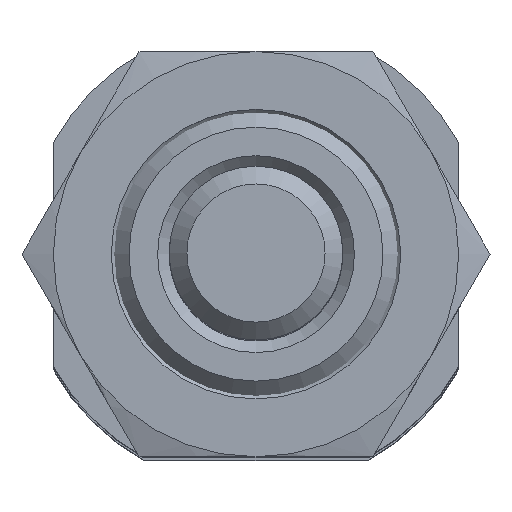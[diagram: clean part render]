
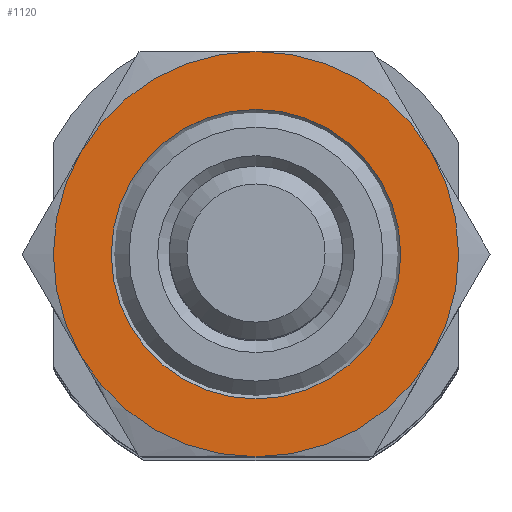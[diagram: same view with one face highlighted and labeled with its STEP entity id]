
A CAD part, top view. The second image highlights one B-rep face of the part: STEP entity #1120.
In plain terms, the highlighted planar face has unit normal (0, 0, 1).
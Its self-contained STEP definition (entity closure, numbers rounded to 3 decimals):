
#177=PLANE('',#1289);
#234=CIRCLE('',#1290,5.);
#235=CIRCLE('',#1291,7.);
#236=CIRCLE('',#1292,7.);
#237=CIRCLE('',#1293,7.);
#238=CIRCLE('',#1294,7.);
#239=CIRCLE('',#1295,7.);
#240=CIRCLE('',#1296,7.);
#442=ORIENTED_EDGE('',*,*,#630,.T.);
#443=ORIENTED_EDGE('',*,*,#631,.F.);
#444=ORIENTED_EDGE('',*,*,#632,.F.);
#445=ORIENTED_EDGE('',*,*,#633,.F.);
#446=ORIENTED_EDGE('',*,*,#634,.F.);
#447=ORIENTED_EDGE('',*,*,#635,.F.);
#448=ORIENTED_EDGE('',*,*,#636,.F.);
#630=EDGE_CURVE('',#751,#751,#234,.T.);
#631=EDGE_CURVE('',#752,#753,#235,.F.);
#632=EDGE_CURVE('',#754,#752,#236,.F.);
#633=EDGE_CURVE('',#755,#754,#237,.T.);
#634=EDGE_CURVE('',#756,#755,#238,.F.);
#635=EDGE_CURVE('',#757,#756,#239,.F.);
#636=EDGE_CURVE('',#753,#757,#240,.F.);
#751=VERTEX_POINT('',#1943);
#752=VERTEX_POINT('',#1945);
#753=VERTEX_POINT('',#1946);
#754=VERTEX_POINT('',#1948);
#755=VERTEX_POINT('',#1950);
#756=VERTEX_POINT('',#1952);
#757=VERTEX_POINT('',#1954);
#898=EDGE_LOOP('',(#442));
#899=EDGE_LOOP('',(#443,#444,#445,#446,#447,#448));
#1015=FACE_BOUND('',#898,.T.);
#1016=FACE_BOUND('',#899,.T.);
#1120=ADVANCED_FACE('',(#1015,#1016),#177,.T.);
#1289=AXIS2_PLACEMENT_3D('',#1941,#1587,#1588);
#1290=AXIS2_PLACEMENT_3D('',#1942,#1589,#1590);
#1291=AXIS2_PLACEMENT_3D('',#1944,#1591,#1592);
#1292=AXIS2_PLACEMENT_3D('',#1947,#1593,#1594);
#1293=AXIS2_PLACEMENT_3D('',#1949,#1595,#1596);
#1294=AXIS2_PLACEMENT_3D('',#1951,#1597,#1598);
#1295=AXIS2_PLACEMENT_3D('',#1953,#1599,#1600);
#1296=AXIS2_PLACEMENT_3D('',#1955,#1601,#1602);
#1587=DIRECTION('',(0.,0.,1.));
#1588=DIRECTION('',(1.,0.,0.));
#1589=DIRECTION('',(0.,0.,-1.));
#1590=DIRECTION('',(-1.,0.,0.));
#1591=DIRECTION('',(0.,0.,1.));
#1592=DIRECTION('',(1.,0.,0.));
#1593=DIRECTION('',(0.,0.,1.));
#1594=DIRECTION('',(1.,0.,0.));
#1595=DIRECTION('',(0.,0.,-1.));
#1596=DIRECTION('',(-1.,0.,0.));
#1597=DIRECTION('',(0.,0.,1.));
#1598=DIRECTION('',(1.,0.,0.));
#1599=DIRECTION('',(0.,0.,1.));
#1600=DIRECTION('',(1.,0.,0.));
#1601=DIRECTION('',(0.,0.,1.));
#1602=DIRECTION('',(1.,0.,0.));
#1941=CARTESIAN_POINT('',(0.,0.,4.));
#1942=CARTESIAN_POINT('',(0.,0.,4.));
#1943=CARTESIAN_POINT('',(-5.,0.,4.));
#1944=CARTESIAN_POINT('',(0.,0.,4.));
#1945=CARTESIAN_POINT('',(6.062,-3.5,4.));
#1946=CARTESIAN_POINT('',(0.,-7.,4.));
#1947=CARTESIAN_POINT('',(0.,0.,4.));
#1948=CARTESIAN_POINT('',(6.062,3.5,4.));
#1949=CARTESIAN_POINT('',(0.,0.,4.));
#1950=CARTESIAN_POINT('',(0.,7.,4.));
#1951=CARTESIAN_POINT('',(0.,0.,4.));
#1952=CARTESIAN_POINT('',(-6.062,3.5,4.));
#1953=CARTESIAN_POINT('',(0.,0.,4.));
#1954=CARTESIAN_POINT('',(-6.062,-3.5,4.));
#1955=CARTESIAN_POINT('',(0.,0.,4.));
